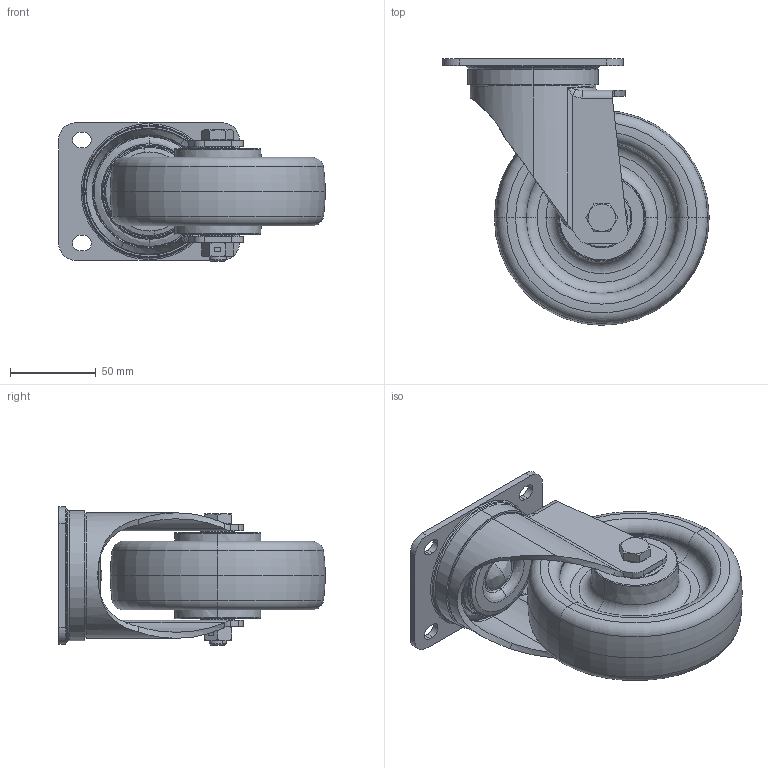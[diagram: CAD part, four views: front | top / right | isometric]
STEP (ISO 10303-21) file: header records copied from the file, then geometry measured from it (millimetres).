
FILE_DESCRIPTION (( 'STEP AP214' ), '1' );
FILE_NAME ('0033400_L-IM-PUZK-125-K-3-EC.STEP', '2016-12-21T09:58:57', ( '' ), ( '' ), 'SwSTEP 2.0', 'SolidWorks 2016', '' );
FILE_SCHEMA (( 'AUTOMOTIVE_DESIGN' ));
Length unit declared in the file: millimetre
Products named in the file (1): 0033400_L-IM-PUZK-125-K-3-EC
Bounding box: 155 x 155 x 80.5 mm (x, y, z)
Surface area: 136922.7 mm2 (no closed solid volume)
Topology: 0 solids, 22 shells, 701 faces, 1701 edges, 1070 vertices
Faces by surface type: plane 314, cylinder 168, bspline 91, cone 86, torus 42
Entity records: 32742 total; most frequent: CARTESIAN_POINT 8485, DIRECTION 3486, ORIENTED_EDGE 3354, EDGE_CURVE 1697, AXIS2_PLACEMENT_3D 1280, VERTEX_POINT 1070, LINE 926, VECTOR 926
